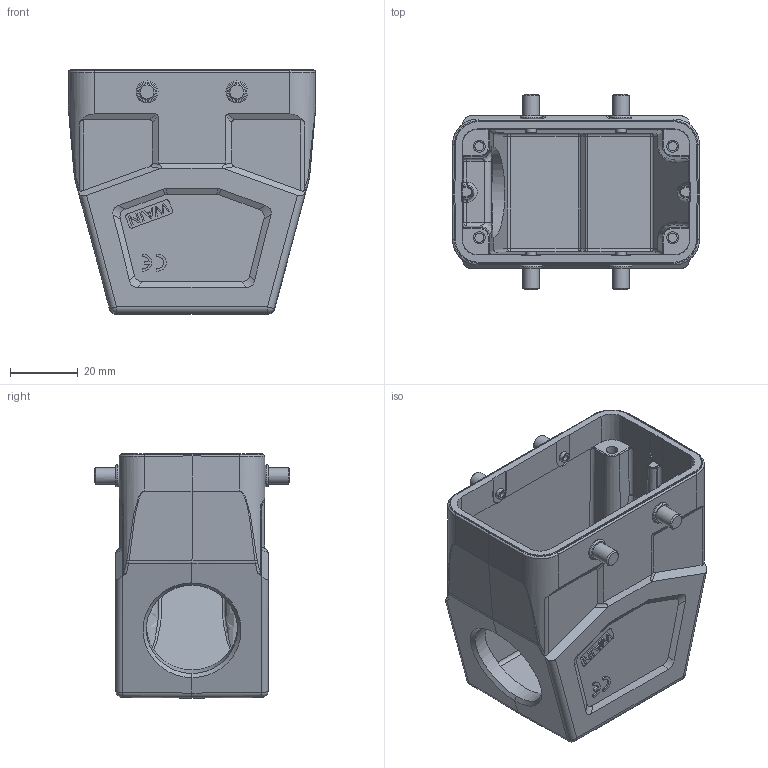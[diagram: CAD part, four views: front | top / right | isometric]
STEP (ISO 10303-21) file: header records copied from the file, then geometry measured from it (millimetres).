
FILE_DESCRIPTION(/* description */ (''),/* implementation_level */ '2;1');
FILE_NAME(/* name */ 'SEH-PG21.stp',/* time_stamp */ '2024-03-16T12:14:01+08:00',/* author */ (''),/* organization */ (''),/* preprocessor_version */ 'ST-DEVELOPER v18.1',/* originating_system */ 'SIEMENS PLM Software NX 1980',/* authorisation */ '');
FILE_SCHEMA (('AP203_CONFIGURATION_CONTROLLED_3D_DESIGN_OF_MECHANICAL_PARTS_AND_ASSEMBLIES_MIM_LF { 1 0 10303 403 2 1 2}'));
Length unit declared in the file: millimetre
Products named in the file (1): _model3
Bounding box: 73 x 57.6 x 72 mm (x, y, z)
Volume: 63931.8 mm3; surface area: 32521.3 mm2
Topology: 1 solids, 1 shells, 513 faces, 1301 edges, 811 vertices
Faces by surface type: plane 243, cylinder 168, bspline 34, cone 25, torus 23, sphere 20
Full cylindrical faces by diameter (mm): 1.9 x4, 2.7 x4, 3 x4, 3.5 x4, 4.9 x4, 6.5 x4, 26.9 x1
Entity records: 16146 total; most frequent: CARTESIAN_POINT 4134, DIRECTION 2492, ORIENTED_EDGE 2430, EDGE_CURVE 1215, AXIS2_PLACEMENT_3D 890, VERTEX_POINT 784, LINE 712, VECTOR 712
